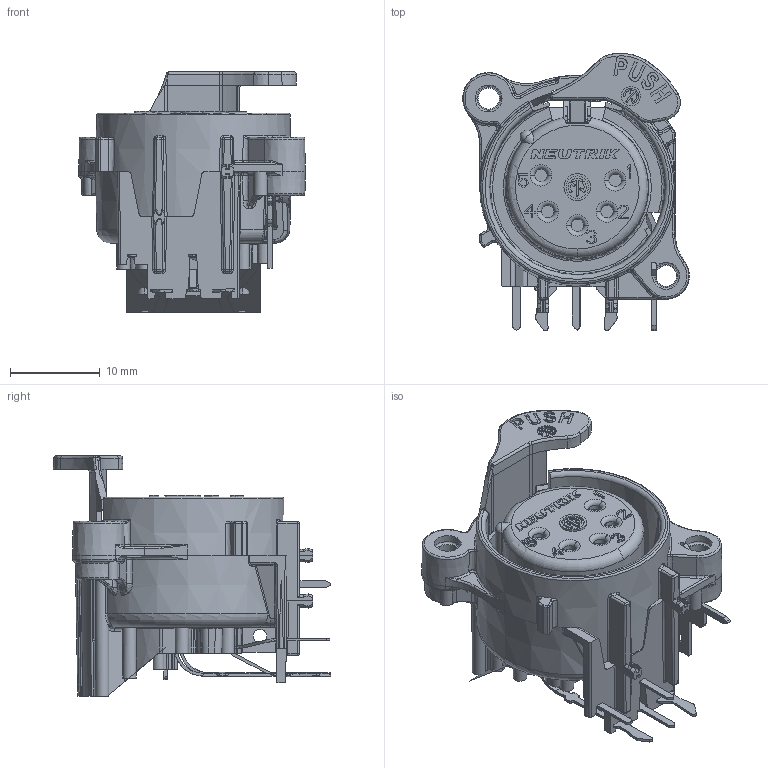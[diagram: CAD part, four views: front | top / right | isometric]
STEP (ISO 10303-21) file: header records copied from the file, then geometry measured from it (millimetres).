
FILE_DESCRIPTION((''),'2;1');
FILE_NAME('NC5FAH','2024-03-13T09:53:46',('phk'),(''),'CREO PARAMETRIC BY PTC INC, 2021184','CREO PARAMETRIC BY PTC INC, 2021184','');
FILE_SCHEMA(('AP242_MANAGED_MODEL_BASED_3D_ENGINEERING_MIM_LF { 1 0 10303 442 1 1 4 }'));
Products named in the file (1): NC5FAH
Bounding box: 25.3 x 30.94 x 26.8 mm (x, y, z)
Volume: 5079.6 mm3; surface area: 6542.1 mm2
Topology: 2 solids, 6 shells, 2226 faces, 6251 edges, 4084 vertices
Faces by surface type: plane 1090, cylinder 538, bspline 271, torus 124, cone 87, sphere 63, extrusion 53
Entity records: 85223 total; most frequent: CARTESIAN_POINT 26809, ORIENTED_EDGE 11944, DIRECTION 10617, EDGE_CURVE 5974, VERTEX_POINT 3762, VECTOR 3759, LINE 3706, AXIS2_PLACEMENT_3D 3429
